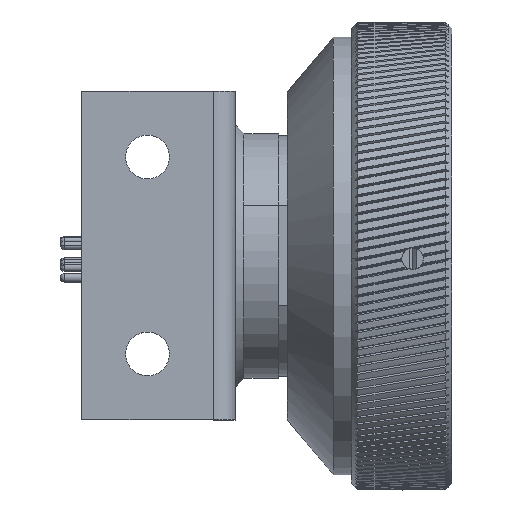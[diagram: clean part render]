
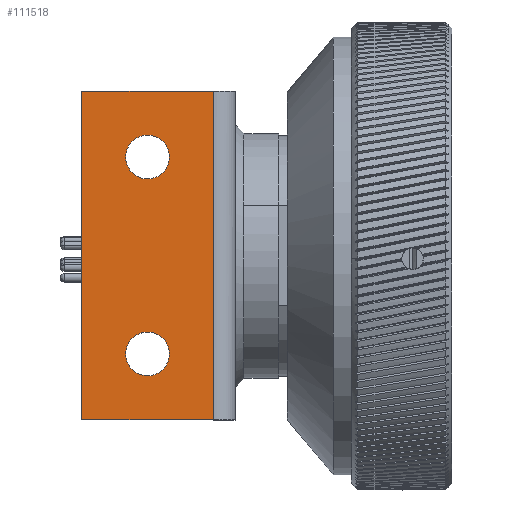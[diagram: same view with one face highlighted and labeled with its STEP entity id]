
A CAD part, top view. The second image highlights one B-rep face of the part: STEP entity #111518.
In plain terms, the highlighted free-form (B-spline) face has degree [1, 1] with [2, 2] control points.
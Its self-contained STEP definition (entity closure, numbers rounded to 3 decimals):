
#111264 = EDGE_CURVE('',#111265,#111267,#111269,.T.);
#111265 = VERTEX_POINT('',#111266);
#111266 = CARTESIAN_POINT('',(-0.898,-33.661,
    60.142));
#111267 = VERTEX_POINT('',#111268);
#111268 = CARTESIAN_POINT('',(-0.898,33.661,
    60.142));
#111269 = B_SPLINE_CURVE_WITH_KNOTS('',1,(#111270,#111271),
  .UNSPECIFIED.,.F.,.F.,(2,2),(0.,75.),.PIECEWISE_BEZIER_KNOTS.);
#111270 = CARTESIAN_POINT('',(-0.898,-33.661,
    60.142));
#111271 = CARTESIAN_POINT('',(-0.898,33.661,
    60.142));
#111297 = EDGE_CURVE('',#111265,#111298,#111300,.T.);
#111298 = VERTEX_POINT('',#111299);
#111299 = CARTESIAN_POINT('',(-27.827,-33.661,
    60.142));
#111300 = B_SPLINE_CURVE_WITH_KNOTS('',1,(#111301,#111302),
  .UNSPECIFIED.,.F.,.F.,(2,2),(0.,30.),.PIECEWISE_BEZIER_KNOTS.);
#111301 = CARTESIAN_POINT('',(-0.898,-33.661,
    60.142));
#111302 = CARTESIAN_POINT('',(-27.827,-33.661,
    60.142));
#111404 = VERTEX_POINT('',#111405);
#111405 = CARTESIAN_POINT('',(-27.827,33.661,
    60.142));
#111410 = EDGE_CURVE('',#111267,#111404,#111411,.T.);
#111411 = B_SPLINE_CURVE_WITH_KNOTS('',1,(#111412,#111413),
  .UNSPECIFIED.,.F.,.F.,(2,2),(0.,30.),.PIECEWISE_BEZIER_KNOTS.);
#111412 = CARTESIAN_POINT('',(-0.898,33.661,
    60.142));
#111413 = CARTESIAN_POINT('',(-27.827,33.661,
    60.142));
#111518 = ADVANCED_FACE('',(#111519,#111529,#111551),#111573,.T.);
#111519 = FACE_BOUND('',#111520,.T.);
#111520 = EDGE_LOOP('',(#111521,#111522,#111523,#111528));
#111521 = ORIENTED_EDGE('',*,*,#111264,.T.);
#111522 = ORIENTED_EDGE('',*,*,#111410,.T.);
#111523 = ORIENTED_EDGE('',*,*,#111524,.F.);
#111524 = EDGE_CURVE('',#111298,#111404,#111525,.T.);
#111525 = B_SPLINE_CURVE_WITH_KNOTS('',1,(#111526,#111527),
  .UNSPECIFIED.,.F.,.F.,(2,2),(0.,75.),.PIECEWISE_BEZIER_KNOTS.);
#111526 = CARTESIAN_POINT('',(-27.827,-33.661,
    60.142));
#111527 = CARTESIAN_POINT('',(-27.827,33.661,
    60.142));
#111528 = ORIENTED_EDGE('',*,*,#111297,.F.);
#111529 = FACE_BOUND('',#111530,.T.);
#111530 = EDGE_LOOP('',(#111531,#111543));
#111531 = ORIENTED_EDGE('',*,*,#111532,.T.);
#111532 = EDGE_CURVE('',#111533,#111535,#111537,.T.);
#111533 = VERTEX_POINT('',#111534);
#111534 = CARTESIAN_POINT('',(-14.362,-15.709,
    60.142));
#111535 = VERTEX_POINT('',#111536);
#111536 = CARTESIAN_POINT('',(-14.362,-24.685,
    60.142));
#111537 = ( BOUNDED_CURVE() B_SPLINE_CURVE(2,(#111538,#111539,#111540,
#111541,#111542),.UNSPECIFIED.,.F.,.F.) B_SPLINE_CURVE_WITH_KNOTS((3,2,3
),(0.,1.571,3.142),.PIECEWISE_BEZIER_KNOTS.) CURVE() 
GEOMETRIC_REPRESENTATION_ITEM() RATIONAL_B_SPLINE_CURVE((1.,
0.707,1.,0.707,1.)) REPRESENTATION_ITEM('') );
#111538 = CARTESIAN_POINT('',(-14.362,-15.709,
    60.142));
#111539 = CARTESIAN_POINT('',(-9.874,-15.709,
    60.142));
#111540 = CARTESIAN_POINT('',(-9.874,-20.197,
    60.142));
#111541 = CARTESIAN_POINT('',(-9.874,-24.685,
    60.142));
#111542 = CARTESIAN_POINT('',(-14.362,-24.685,
    60.142));
#111543 = ORIENTED_EDGE('',*,*,#111544,.T.);
#111544 = EDGE_CURVE('',#111535,#111533,#111545,.T.);
#111545 = ( BOUNDED_CURVE() B_SPLINE_CURVE(2,(#111546,#111547,#111548,
#111549,#111550),.UNSPECIFIED.,.F.,.F.) B_SPLINE_CURVE_WITH_KNOTS((3,2,3
),(0.,1.571,3.142),.PIECEWISE_BEZIER_KNOTS.) CURVE() 
GEOMETRIC_REPRESENTATION_ITEM() RATIONAL_B_SPLINE_CURVE((1.,
0.707,1.,0.707,1.)) REPRESENTATION_ITEM('') );
#111546 = CARTESIAN_POINT('',(-14.362,-24.685,
    60.142));
#111547 = CARTESIAN_POINT('',(-18.85,-24.685,
    60.142));
#111548 = CARTESIAN_POINT('',(-18.85,-20.197,
    60.142));
#111549 = CARTESIAN_POINT('',(-18.85,-15.709,
    60.142));
#111550 = CARTESIAN_POINT('',(-14.362,-15.709,
    60.142));
#111551 = FACE_BOUND('',#111552,.T.);
#111552 = EDGE_LOOP('',(#111553,#111565));
#111553 = ORIENTED_EDGE('',*,*,#111554,.T.);
#111554 = EDGE_CURVE('',#111555,#111557,#111559,.T.);
#111555 = VERTEX_POINT('',#111556);
#111556 = CARTESIAN_POINT('',(-14.362,24.685,
    60.142));
#111557 = VERTEX_POINT('',#111558);
#111558 = CARTESIAN_POINT('',(-14.362,15.709,
    60.142));
#111559 = ( BOUNDED_CURVE() B_SPLINE_CURVE(2,(#111560,#111561,#111562,
#111563,#111564),.UNSPECIFIED.,.F.,.F.) B_SPLINE_CURVE_WITH_KNOTS((3,2,3
),(0.,1.571,3.142),.PIECEWISE_BEZIER_KNOTS.) CURVE() 
GEOMETRIC_REPRESENTATION_ITEM() RATIONAL_B_SPLINE_CURVE((1.,
0.707,1.,0.707,1.)) REPRESENTATION_ITEM('') );
#111560 = CARTESIAN_POINT('',(-14.362,24.685,
    60.142));
#111561 = CARTESIAN_POINT('',(-9.874,24.685,
    60.142));
#111562 = CARTESIAN_POINT('',(-9.874,20.197,
    60.142));
#111563 = CARTESIAN_POINT('',(-9.874,15.709,
    60.142));
#111564 = CARTESIAN_POINT('',(-14.362,15.709,
    60.142));
#111565 = ORIENTED_EDGE('',*,*,#111566,.T.);
#111566 = EDGE_CURVE('',#111557,#111555,#111567,.T.);
#111567 = ( BOUNDED_CURVE() B_SPLINE_CURVE(2,(#111568,#111569,#111570,
#111571,#111572),.UNSPECIFIED.,.F.,.F.) B_SPLINE_CURVE_WITH_KNOTS((3,2,3
),(0.,1.571,3.142),.PIECEWISE_BEZIER_KNOTS.) CURVE() 
GEOMETRIC_REPRESENTATION_ITEM() RATIONAL_B_SPLINE_CURVE((1.,
0.707,1.,0.707,1.)) REPRESENTATION_ITEM('') );
#111568 = CARTESIAN_POINT('',(-14.362,15.709,
    60.142));
#111569 = CARTESIAN_POINT('',(-18.85,15.709,
    60.142));
#111570 = CARTESIAN_POINT('',(-18.85,20.197,
    60.142));
#111571 = CARTESIAN_POINT('',(-18.85,24.685,
    60.142));
#111572 = CARTESIAN_POINT('',(-14.362,24.685,
    60.142));
#111573 = B_SPLINE_SURFACE_WITH_KNOTS('',1,1,(
    (#111574,#111575)
    ,(#111576,#111577
    )),.UNSPECIFIED.,.F.,.F.,.F.,(2,2),(2,2),(0.,1.),(0.,1.),
  .PIECEWISE_BEZIER_KNOTS.);
#111574 = CARTESIAN_POINT('',(-0.898,-33.661,
    60.142));
#111575 = CARTESIAN_POINT('',(-27.827,-33.661,
    60.142));
#111576 = CARTESIAN_POINT('',(-0.898,33.661,
    60.142));
#111577 = CARTESIAN_POINT('',(-27.827,33.661,
    60.142));
